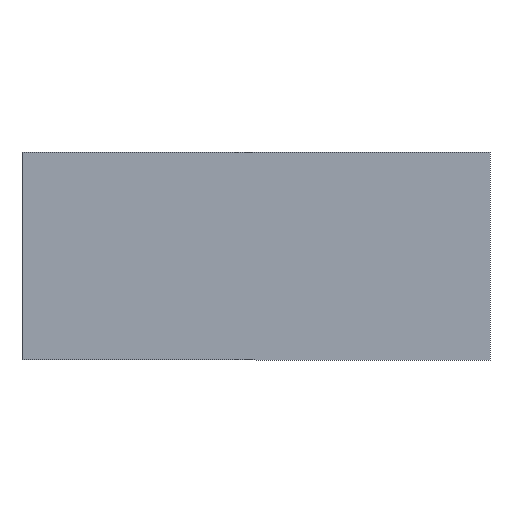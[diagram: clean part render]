
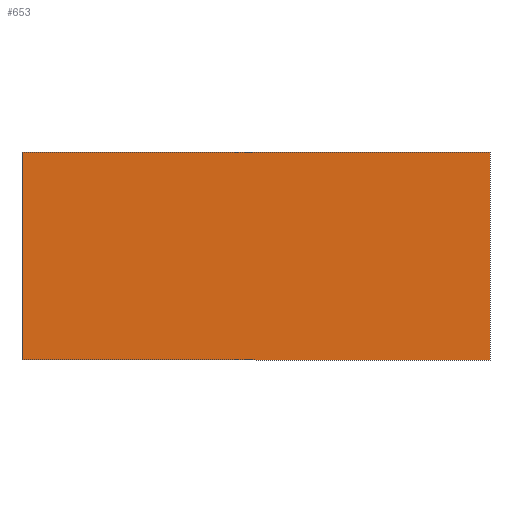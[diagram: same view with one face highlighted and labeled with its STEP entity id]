
A CAD part, left-side view. The second image highlights one B-rep face of the part: STEP entity #653.
In plain terms, the highlighted face is planar.
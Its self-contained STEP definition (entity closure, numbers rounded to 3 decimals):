
#51 = CARTESIAN_POINT ( 'NONE',  ( -20., 0., 0. ) ) ;
#58 = CARTESIAN_POINT ( 'NONE',  ( 0., 0., 0. ) ) ;
#62 = LINE ( 'NONE', #895, #827 ) ;
#89 = CARTESIAN_POINT ( 'NONE',  ( 20., 0., 0. ) ) ;
#90 = AXIS2_PLACEMENT_3D ( 'NONE', #58, #599, #137 ) ;
#92 = DIRECTION ( 'NONE',  ( 0., -1., 0. ) ) ;
#137 = DIRECTION ( 'NONE',  ( 1., 0., 0. ) ) ;
#166 = EDGE_CURVE ( 'NONE', #596, #399, #62, .T. ) ;
#298 = VECTOR ( 'NONE', #593, 1000. ) ;
#341 = CARTESIAN_POINT ( 'NONE',  ( 20., 0., 0. ) ) ;
#399 = VERTEX_POINT ( 'NONE', #575 ) ;
#424 = VERTEX_POINT ( 'NONE', #341 ) ;
#433 = LINE ( 'NONE', #89, #464 ) ;
#456 = VECTOR ( 'NONE', #92, 1000. ) ;
#464 = VECTOR ( 'NONE', #626, 1000. ) ;
#527 = CARTESIAN_POINT ( 'NONE',  ( -20., -90., 0. ) ) ;
#547 = CARTESIAN_POINT ( 'NONE',  ( -20., 0., 0. ) ) ;
#575 = CARTESIAN_POINT ( 'NONE',  ( 20., -90., 0. ) ) ;
#593 = DIRECTION ( 'NONE',  ( -1., 0., 0. ) ) ;
#594 = EDGE_CURVE ( 'NONE', #424, #778, #709, .T. ) ;
#596 = VERTEX_POINT ( 'NONE', #527 ) ;
#599 = DIRECTION ( 'NONE',  ( 0., 0., 1. ) ) ;
#626 = DIRECTION ( 'NONE',  ( 0., 1., 0. ) ) ;
#628 = CARTESIAN_POINT ( 'NONE',  ( -20., 0., 0. ) ) ;
#653 = ADVANCED_FACE ( 'NONE', ( #756 ), #754, .F. ) ;
#660 = LINE ( 'NONE', #628, #456 ) ;
#669 = DIRECTION ( 'NONE',  ( 1., 0., 0. ) ) ;
#688 = ORIENTED_EDGE ( 'NONE', *, *, #594, .F. ) ;
#709 = LINE ( 'NONE', #51, #298 ) ;
#737 = ORIENTED_EDGE ( 'NONE', *, *, #166, .F. ) ;
#754 = PLANE ( 'NONE',  #90 ) ;
#756 = FACE_OUTER_BOUND ( 'NONE', #817, .T. ) ;
#778 = VERTEX_POINT ( 'NONE', #547 ) ;
#817 = EDGE_LOOP ( 'NONE', ( #869, #737, #963, #688 ) ) ;
#827 = VECTOR ( 'NONE', #669, 1000. ) ;
#859 = EDGE_CURVE ( 'NONE', #399, #424, #433, .T. ) ;
#869 = ORIENTED_EDGE ( 'NONE', *, *, #859, .F. ) ;
#895 = CARTESIAN_POINT ( 'NONE',  ( -20., -90., 0. ) ) ;
#915 = EDGE_CURVE ( 'NONE', #778, #596, #660, .T. ) ;
#963 = ORIENTED_EDGE ( 'NONE', *, *, #915, .F. ) ;
